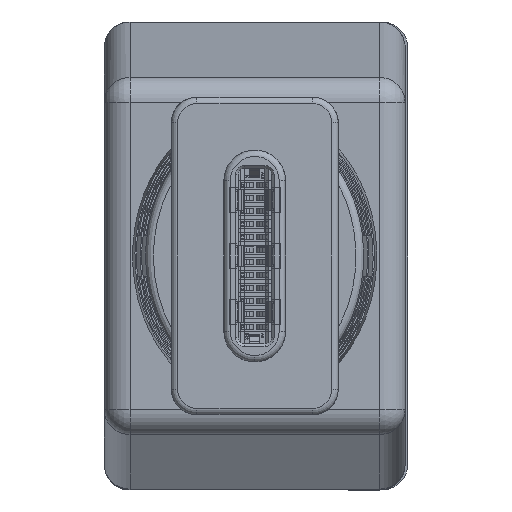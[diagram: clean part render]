
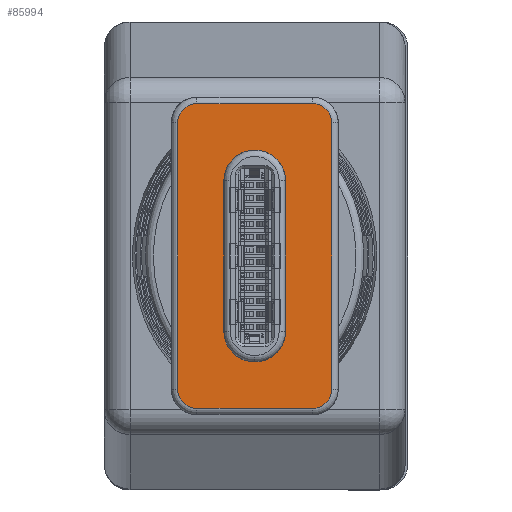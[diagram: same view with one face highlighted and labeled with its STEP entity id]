
A CAD part, left-side view. The second image highlights one B-rep face of the part: STEP entity #85994.
In plain terms, the highlighted face is planar.
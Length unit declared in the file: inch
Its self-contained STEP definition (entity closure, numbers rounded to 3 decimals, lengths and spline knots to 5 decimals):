
#1874 = EDGE_CURVE ( 'NONE', #86598, #36590, #75138, .T. ) ;
#2727 = EDGE_CURVE ( 'NONE', #74615, #81548, #35135, .T. ) ;
#3287 = EDGE_CURVE ( 'NONE', #76431, #47448, #78378, .T. ) ;
#3951 = ORIENTED_EDGE ( 'NONE', *, *, #53405, .T. ) ;
#6290 = CIRCLE ( 'NONE', #50421, 0.02953 ) ;
#6652 = EDGE_CURVE ( 'NONE', #24741, #63974, #82732, .T. ) ;
#7141 = LINE ( 'NONE', #22830, #68073 ) ;
#8175 = DIRECTION ( 'NONE',  ( 0., 0., 1. ) ) ;
#8428 = DIRECTION ( 'NONE',  ( 0., 0., 1. ) ) ;
#9405 = CARTESIAN_POINT ( 'NONE',  ( 0.20374, 0.08858, 0. ) ) ;
#10780 = VECTOR ( 'NONE', #95535, 39.37008 ) ;
#13791 = CARTESIAN_POINT ( 'NONE',  ( -0.11496, 0.04724, 0. ) ) ;
#14822 = DIRECTION ( 'NONE',  ( 1., 0., 0. ) ) ;
#15390 = ORIENTED_EDGE ( 'NONE', *, *, #63590, .F. ) ;
#16039 = AXIS2_PLACEMENT_3D ( 'NONE', #29312, #74821, #22134 ) ;
#17830 = ORIENTED_EDGE ( 'NONE', *, *, #85616, .F. ) ;
#18385 = CARTESIAN_POINT ( 'NONE',  ( 0.20374, -0.08858, 0. ) ) ;
#21989 = CARTESIAN_POINT ( 'NONE',  ( 0.20374, -0.11811, 0. ) ) ;
#22134 = DIRECTION ( 'NONE',  ( 1., 0., 0. ) ) ;
#22451 = PLANE ( 'NONE',  #16039 ) ;
#22830 = CARTESIAN_POINT ( 'NONE',  ( 0., 0.11811, 0. ) ) ;
#22890 = CARTESIAN_POINT ( 'NONE',  ( -0.20374, 0.08858, 0. ) ) ;
#23040 = VERTEX_POINT ( 'NONE', #61405 ) ;
#24179 = DIRECTION ( 'NONE',  ( 1., 0., 0. ) ) ;
#24741 = VERTEX_POINT ( 'NONE', #52602 ) ;
#25218 = FACE_OUTER_BOUND ( 'NONE', #76914, .T. ) ;
#25819 = DIRECTION ( 'NONE',  ( 0., 0., 1. ) ) ;
#26131 = AXIS2_PLACEMENT_3D ( 'NONE', #36997, #52071, #14822 ) ;
#29312 = CARTESIAN_POINT ( 'NONE',  ( 0., 0., 0. ) ) ;
#29813 = EDGE_CURVE ( 'NONE', #81548, #24741, #82350, .T. ) ;
#33068 = CARTESIAN_POINT ( 'NONE',  ( 0.11496, -0.04724, 0. ) ) ;
#33835 = VECTOR ( 'NONE', #49405, 39.37008 ) ;
#34543 = DIRECTION ( 'NONE',  ( 1., 0., 0. ) ) ;
#35135 = CIRCLE ( 'NONE', #82610, 0.02953 ) ;
#36176 = CARTESIAN_POINT ( 'NONE',  ( 0.23327, 0., 0. ) ) ;
#36590 = VERTEX_POINT ( 'NONE', #79947 ) ;
#36997 = CARTESIAN_POINT ( 'NONE',  ( 0.11496, 0., 0. ) ) ;
#37289 = AXIS2_PLACEMENT_3D ( 'NONE', #22890, #8175, #24179 ) ;
#37387 = DIRECTION ( 'NONE',  ( 0., 0., 1. ) ) ;
#41381 = EDGE_CURVE ( 'NONE', #76955, #49585, #6290, .T. ) ;
#41488 = ORIENTED_EDGE ( 'NONE', *, *, #6652, .T. ) ;
#41602 = DIRECTION ( 'NONE',  ( 1., 0., 0. ) ) ;
#47097 = CARTESIAN_POINT ( 'NONE',  ( -0.11496, -0.04724, 0. ) ) ;
#47448 = VERTEX_POINT ( 'NONE', #33068 ) ;
#47539 = VERTEX_POINT ( 'NONE', #49731 ) ;
#47984 = DIRECTION ( 'NONE',  ( 1., 0., 0. ) ) ;
#48458 = ORIENTED_EDGE ( 'NONE', *, *, #89925, .T. ) ;
#48460 = CARTESIAN_POINT ( 'NONE',  ( -0.11496, 0., 0. ) ) ;
#48732 = DIRECTION ( 'NONE',  ( 1., 0., 0. ) ) ;
#48958 = DIRECTION ( 'NONE',  ( 0., 0., 1. ) ) ;
#49405 = DIRECTION ( 'NONE',  ( 1., 0., 0. ) ) ;
#49568 = VECTOR ( 'NONE', #73827, 39.37008 ) ;
#49585 = VERTEX_POINT ( 'NONE', #72766 ) ;
#49731 = CARTESIAN_POINT ( 'NONE',  ( 0.1622, 0., 0. ) ) ;
#50421 = AXIS2_PLACEMENT_3D ( 'NONE', #79396, #48958, #34543 ) ;
#50467 = ORIENTED_EDGE ( 'NONE', *, *, #29813, .T. ) ;
#50864 = VERTEX_POINT ( 'NONE', #78871 ) ;
#51489 = VECTOR ( 'NONE', #85348, 39.37008 ) ;
#52071 = DIRECTION ( 'NONE',  ( 0., 0., 1. ) ) ;
#52136 = EDGE_CURVE ( 'NONE', #23040, #76955, #71393, .T. ) ;
#52167 = FACE_BOUND ( 'NONE', #93306, .T. ) ;
#52602 = CARTESIAN_POINT ( 'NONE',  ( 0.23327, 0.08858, 0. ) ) ;
#53405 = EDGE_CURVE ( 'NONE', #50864, #23040, #80426, .T. ) ;
#56132 = LINE ( 'NONE', #78869, #33835 ) ;
#57253 = AXIS2_PLACEMENT_3D ( 'NONE', #9405, #8428, #84315 ) ;
#57493 = ORIENTED_EDGE ( 'NONE', *, *, #2727, .T. ) ;
#58483 = EDGE_CURVE ( 'NONE', #63974, #50864, #7141, .T. ) ;
#58714 = DIRECTION ( 'NONE',  ( 1., 0., 0. ) ) ;
#59832 = DIRECTION ( 'NONE',  ( -1., 0., 0. ) ) ;
#60829 = ORIENTED_EDGE ( 'NONE', *, *, #93769, .F. ) ;
#61405 = CARTESIAN_POINT ( 'NONE',  ( -0.23327, 0.08858, 0. ) ) ;
#63590 = EDGE_CURVE ( 'NONE', #47539, #86598, #78447, .T. ) ;
#63974 = VERTEX_POINT ( 'NONE', #66264 ) ;
#66264 = CARTESIAN_POINT ( 'NONE',  ( 0.20374, 0.11811, 0. ) ) ;
#67506 = CARTESIAN_POINT ( 'NONE',  ( 0.11496, 0., 0. ) ) ;
#68073 = VECTOR ( 'NONE', #59832, 39.37008 ) ;
#70938 = CARTESIAN_POINT ( 'NONE',  ( -0.23327, 0., 0. ) ) ;
#71393 = LINE ( 'NONE', #70938, #51489 ) ;
#71692 = CIRCLE ( 'NONE', #83117, 0.04724 ) ;
#71962 = ORIENTED_EDGE ( 'NONE', *, *, #41381, .T. ) ;
#72138 = CARTESIAN_POINT ( 'NONE',  ( 0.11496, 0.04724, 0. ) ) ;
#72181 = ORIENTED_EDGE ( 'NONE', *, *, #3287, .F. ) ;
#72766 = CARTESIAN_POINT ( 'NONE',  ( -0.20374, -0.11811, 0. ) ) ;
#73827 = DIRECTION ( 'NONE',  ( 0., 1., 0. ) ) ;
#74176 = ORIENTED_EDGE ( 'NONE', *, *, #52136, .T. ) ;
#74615 = VERTEX_POINT ( 'NONE', #21989 ) ;
#74821 = DIRECTION ( 'NONE',  ( 0., 0., 1. ) ) ;
#75138 = LINE ( 'NONE', #13791, #10780 ) ;
#76405 = ORIENTED_EDGE ( 'NONE', *, *, #1874, .F. ) ;
#76431 = VERTEX_POINT ( 'NONE', #47097 ) ;
#76914 = EDGE_LOOP ( 'NONE', ( #41488, #79218, #3951, #74176, #71962, #48458, #57493, #50467 ) ) ;
#76955 = VERTEX_POINT ( 'NONE', #92464 ) ;
#78378 = LINE ( 'NONE', #94099, #80709 ) ;
#78447 = CIRCLE ( 'NONE', #26131, 0.04724 ) ;
#78869 = CARTESIAN_POINT ( 'NONE',  ( 0., -0.11811, 0. ) ) ;
#78871 = CARTESIAN_POINT ( 'NONE',  ( -0.20374, 0.11811, 0. ) ) ;
#79218 = ORIENTED_EDGE ( 'NONE', *, *, #58483, .T. ) ;
#79396 = CARTESIAN_POINT ( 'NONE',  ( -0.20374, -0.08858, 0. ) ) ;
#79947 = CARTESIAN_POINT ( 'NONE',  ( -0.11496, 0.04724, 0. ) ) ;
#80426 = CIRCLE ( 'NONE', #37289, 0.02953 ) ;
#80709 = VECTOR ( 'NONE', #47984, 39.37008 ) ;
#81548 = VERTEX_POINT ( 'NONE', #91854 ) ;
#82350 = LINE ( 'NONE', #36176, #49568 ) ;
#82610 = AXIS2_PLACEMENT_3D ( 'NONE', #18385, #25819, #48732 ) ;
#82732 = CIRCLE ( 'NONE', #57253, 0.02953 ) ;
#83117 = AXIS2_PLACEMENT_3D ( 'NONE', #48460, #85778, #41602 ) ;
#84315 = DIRECTION ( 'NONE',  ( 1., 0., 0. ) ) ;
#85348 = DIRECTION ( 'NONE',  ( 0., -1., 0. ) ) ;
#85616 = EDGE_CURVE ( 'NONE', #47448, #47539, #92083, .T. ) ;
#85778 = DIRECTION ( 'NONE',  ( 0., 0., 1. ) ) ;
#85994 = ADVANCED_FACE ( 'NONE', ( #25218, #52167 ), #22451, .T. ) ;
#86598 = VERTEX_POINT ( 'NONE', #72138 ) ;
#88660 = AXIS2_PLACEMENT_3D ( 'NONE', #67506, #37387, #58714 ) ;
#89925 = EDGE_CURVE ( 'NONE', #49585, #74615, #56132, .T. ) ;
#91854 = CARTESIAN_POINT ( 'NONE',  ( 0.23327, -0.08858, 0. ) ) ;
#92083 = CIRCLE ( 'NONE', #88660, 0.04724 ) ;
#92464 = CARTESIAN_POINT ( 'NONE',  ( -0.23327, -0.08858, 0. ) ) ;
#93306 = EDGE_LOOP ( 'NONE', ( #60829, #76405, #15390, #17830, #72181 ) ) ;
#93769 = EDGE_CURVE ( 'NONE', #36590, #76431, #71692, .T. ) ;
#94099 = CARTESIAN_POINT ( 'NONE',  ( -0.11496, -0.04724, 0. ) ) ;
#95535 = DIRECTION ( 'NONE',  ( -1., 0., 0. ) ) ;
